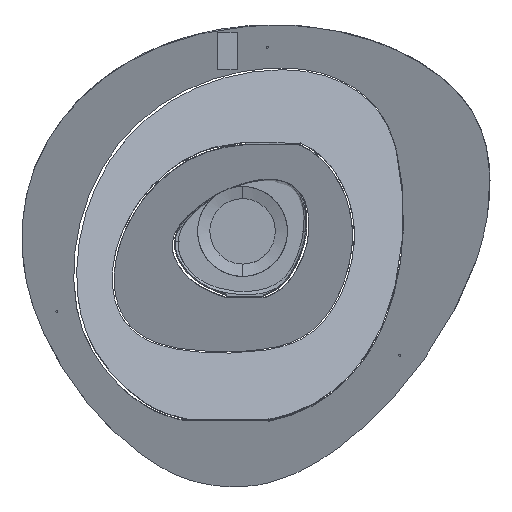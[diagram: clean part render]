
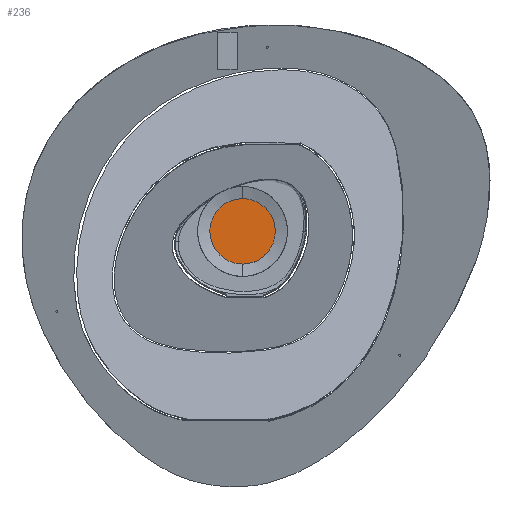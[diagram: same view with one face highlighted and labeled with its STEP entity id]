
A CAD part, top view. The second image highlights one B-rep face of the part: STEP entity #236.
In plain terms, the highlighted planar face has unit normal (0, 0, 1).
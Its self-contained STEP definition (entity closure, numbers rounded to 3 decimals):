
#69=PLANE($,#4006);
#236=ADVANCED_FACE($,(#436),#69,.T.);
#436=FACE_OUTER_BOUND($,#636,.T.);
#636=EDGE_LOOP($,(#864,#865));
#864=ORIENTED_EDGE($,*,*,#1899,.T.);
#865=ORIENTED_EDGE($,*,*,#1903,.T.);
#1899=EDGE_CURVE($,#2593,#2595,#3223,.T.);
#1903=EDGE_CURVE($,#2595,#2593,#3226,.T.);
#2593=VERTEX_POINT($,#4284);
#2595=VERTEX_POINT($,#4286);
#3223=(
BOUNDED_CURVE()
B_SPLINE_CURVE(2,(#4238,#4239,#4240,#4241,#4242),.UNSPECIFIED.,.F.,.F.)
B_SPLINE_CURVE_WITH_KNOTS((3,2,3),(0.,102.887,205.774),
.UNSPECIFIED.)
CURVE()
GEOMETRIC_REPRESENTATION_ITEM()
RATIONAL_B_SPLINE_CURVE((1.,0.707,1.,0.707,1.))
REPRESENTATION_ITEM($)
);
#3226=(
BOUNDED_CURVE()
B_SPLINE_CURVE(2,(#4252,#4253,#4254,#4255,#4256),.UNSPECIFIED.,.F.,.F.)
B_SPLINE_CURVE_WITH_KNOTS((3,2,3),(205.774,308.662,411.549),
.UNSPECIFIED.)
CURVE()
GEOMETRIC_REPRESENTATION_ITEM()
RATIONAL_B_SPLINE_CURVE((1.,0.707,1.,0.707,1.))
REPRESENTATION_ITEM($)
);
#4006=AXIS2_PLACEMENT_3D($,#4262,#4063,$);
#4063=DIRECTION($,(0.,0.,1.));
#4238=CARTESIAN_POINT($,(-64.404,11.927,0.));
#4239=CARTESIAN_POINT($,(-76.331,-52.478,0.));
#4240=CARTESIAN_POINT($,(-11.926,-64.405,0.));
#4241=CARTESIAN_POINT($,(52.479,-76.332,0.));
#4242=CARTESIAN_POINT($,(64.406,-11.927,0.));
#4252=CARTESIAN_POINT($,(64.406,-11.927,0.));
#4253=CARTESIAN_POINT($,(76.333,52.478,0.));
#4254=CARTESIAN_POINT($,(11.928,64.405,0.));
#4255=CARTESIAN_POINT($,(-52.477,76.332,0.));
#4256=CARTESIAN_POINT($,(-64.404,11.927,0.));
#4262=CARTESIAN_POINT($,(44.228,83.493,0.));
#4284=CARTESIAN_POINT($,(-64.404,11.927,0.));
#4286=CARTESIAN_POINT($,(64.406,-11.927,0.));
